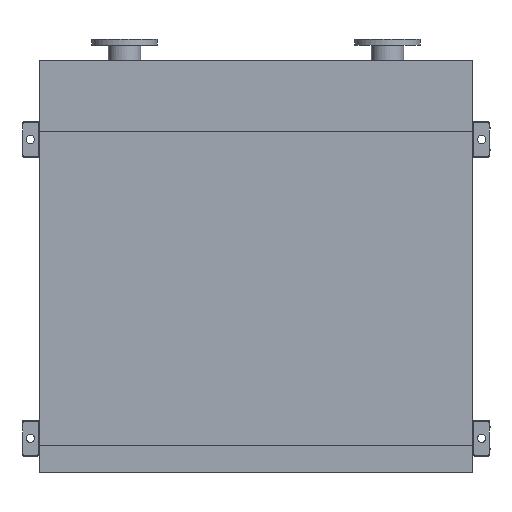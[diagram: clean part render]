
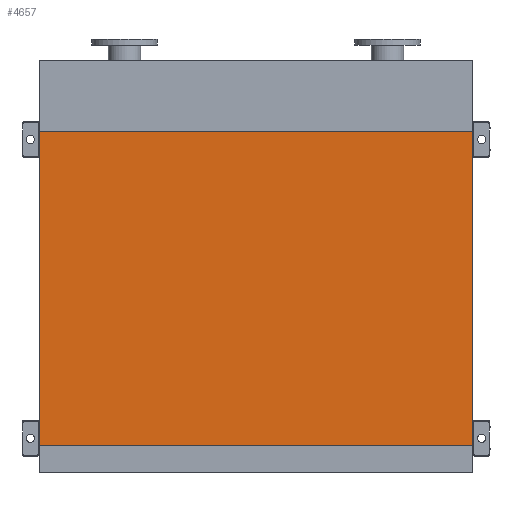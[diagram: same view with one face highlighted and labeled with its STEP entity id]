
A CAD part, front view. The second image highlights one B-rep face of the part: STEP entity #4657.
In plain terms, the highlighted planar face has unit normal (0, -1, 0).
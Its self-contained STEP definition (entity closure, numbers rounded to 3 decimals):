
#525 = DIRECTION ( 'NONE',  ( 1., 0., 0. ) ) ;
#1420 = EDGE_CURVE ( 'NONE', #13675, #1790, #15583, .T. ) ;
#1518 = ORIENTED_EDGE ( 'NONE', *, *, #6138, .T. ) ;
#1790 = VERTEX_POINT ( 'NONE', #14318 ) ;
#2809 = CARTESIAN_POINT ( 'NONE',  ( -725., 0., 0. ) ) ;
#3535 = EDGE_LOOP ( 'NONE', ( #5923, #8365, #1518, #14502 ) ) ;
#3842 = EDGE_CURVE ( 'NONE', #13709, #5839, #9689, .T. ) ;
#4657 = ADVANCED_FACE ( 'NONE', ( #17362 ), #11352, .T. ) ;
#4769 = DIRECTION ( 'NONE',  ( 0., -1., 0. ) ) ;
#5040 = VECTOR ( 'NONE', #13749, 1000. ) ;
#5430 = EDGE_CURVE ( 'NONE', #1790, #5839, #12409, .T. ) ;
#5442 = CARTESIAN_POINT ( 'NONE',  ( -725., 0., -1050. ) ) ;
#5508 = AXIS2_PLACEMENT_3D ( 'NONE', #12690, #4769, #14026 ) ;
#5839 = VERTEX_POINT ( 'NONE', #16854 ) ;
#5856 = CARTESIAN_POINT ( 'NONE',  ( 725., 0., -1050. ) ) ;
#5923 = ORIENTED_EDGE ( 'NONE', *, *, #5430, .F. ) ;
#6138 = EDGE_CURVE ( 'NONE', #13675, #13709, #11761, .T. ) ;
#6254 = VECTOR ( 'NONE', #13758, 1000. ) ;
#6878 = CARTESIAN_POINT ( 'NONE',  ( 725., 0., -1050. ) ) ;
#7500 = CARTESIAN_POINT ( 'NONE',  ( -725., 0., -1050. ) ) ;
#8329 = VECTOR ( 'NONE', #525, 1000. ) ;
#8365 = ORIENTED_EDGE ( 'NONE', *, *, #1420, .F. ) ;
#8953 = VECTOR ( 'NONE', #10837, 1000. ) ;
#9689 = LINE ( 'NONE', #5856, #6254 ) ;
#10837 = DIRECTION ( 'NONE',  ( 1., 0., 0. ) ) ;
#11352 = PLANE ( 'NONE',  #5508 ) ;
#11761 = LINE ( 'NONE', #7500, #8329 ) ;
#12408 = CARTESIAN_POINT ( 'NONE',  ( -725., 0., -1050. ) ) ;
#12409 = LINE ( 'NONE', #2809, #8953 ) ;
#12690 = CARTESIAN_POINT ( 'NONE',  ( -725., 0., -1050. ) ) ;
#13675 = VERTEX_POINT ( 'NONE', #5442 ) ;
#13709 = VERTEX_POINT ( 'NONE', #6878 ) ;
#13749 = DIRECTION ( 'NONE',  ( 0., 0., 1. ) ) ;
#13758 = DIRECTION ( 'NONE',  ( 0., 0., 1. ) ) ;
#14026 = DIRECTION ( 'NONE',  ( 0., 0., -1. ) ) ;
#14318 = CARTESIAN_POINT ( 'NONE',  ( -725., 0., 0. ) ) ;
#14502 = ORIENTED_EDGE ( 'NONE', *, *, #3842, .T. ) ;
#15583 = LINE ( 'NONE', #12408, #5040 ) ;
#16854 = CARTESIAN_POINT ( 'NONE',  ( 725., 0., 0. ) ) ;
#17362 = FACE_OUTER_BOUND ( 'NONE', #3535, .T. ) ;
